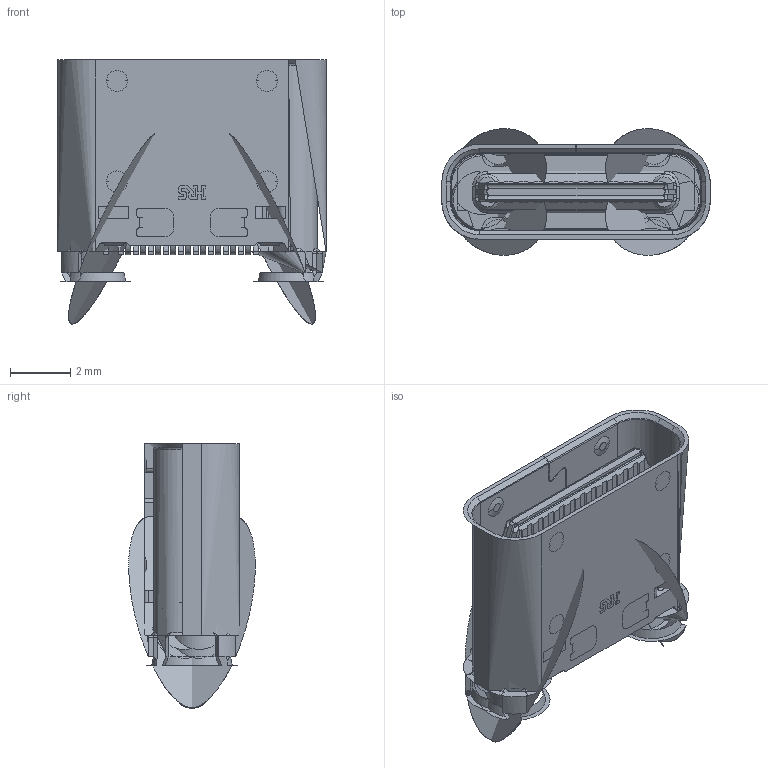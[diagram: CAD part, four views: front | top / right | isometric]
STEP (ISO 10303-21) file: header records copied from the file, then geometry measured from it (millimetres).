
FILE_DESCRIPTION(('FreeCAD Model'),'2;1');
FILE_NAME('Open CASCADE Shape Model','2021-06-16T19:09:01',( 'kicad StepUp'),('ksu MCAD'),'Open CASCADE STEP processor 7.5', 'FreeCAD','Unknown');
FILE_SCHEMA(('AUTOMOTIVE_DESIGN { 1 0 10303 214 1 1 1 1 }'));
Length unit declared in the file: millimetre
Products named in the file (2): CX80B1-24P; Open CASCADE STEP translator 7.5 4.1
Assembly tree (1 placements, depth 2):
  CX80B1-24P
    Open CASCADE STEP translator 7.5 4.1
Bounding box: 8.94 x 4.22 x 8.8 mm (x, y, z)
Surface area: 586.2 mm2 (no closed solid volume)
Topology: 0 solids, 1 shells, 1160 faces, 3273 edges, 2060 vertices
Faces by surface type: plane 765, cylinder 263, cone 67, bspline 47, torus 18
Full cylindrical faces by diameter (mm): 0.8 x2
Entity records: 37122 total; most frequent: CARTESIAN_POINT 8707, ORIENTED_EDGE 6114, DIRECTION 5699, EDGE_CURVE 3057, LINE 2185, VECTOR 2185, VERTEX_POINT 1966, AXIS2_PLACEMENT_3D 1757
